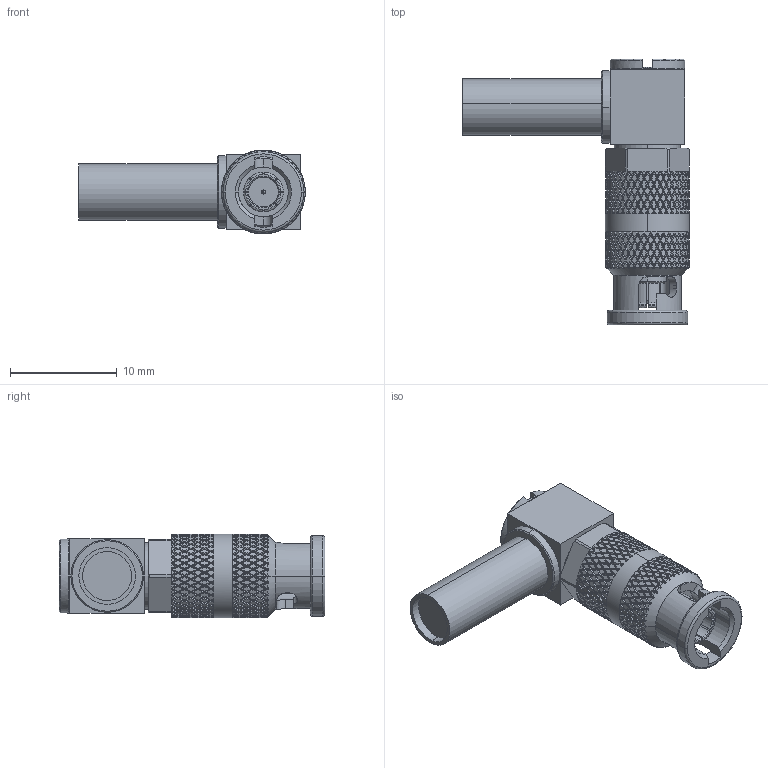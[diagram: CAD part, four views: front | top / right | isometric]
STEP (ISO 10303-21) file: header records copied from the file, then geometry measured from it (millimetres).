
FILE_DESCRIPTION (( 'STEP AP203' ), '1' );
FILE_NAME ('HDBNC-LP-2.6C-HEX_C.STEP', '2025-03-12T05:23:09', ( '' ), ( '' ), 'SwSTEP 2.0', 'SolidWorks 2022', '' );
FILE_SCHEMA (( 'CONFIG_CONTROL_DESIGN' ));
Length unit declared in the file: millimetre
Products named in the file (1): HDBNC-LP-2.6C-HEX_C
Bounding box: 21.23 x 24.9 x 7.85 mm (x, y, z)
Volume: 1292.2 mm3; surface area: 1358.3 mm2
Topology: 1 solids, 3 shells, 4160 faces, 9949 edges, 5806 vertices
Faces by surface type: bspline 3325, cylinder 545, plane 183, cone 87, torus 20
Entity records: 257684 total; most frequent: CARTESIAN_POINT 200457, ORIENTED_EDGE 19898, EDGE_CURVE 9949, VERTEX_POINT 5806, EDGE_LOOP 4179, ADVANCED_FACE 4160, FACE_OUTER_BOUND 4160, B_SPLINE_CURVE_WITH_KNOTS 2927
